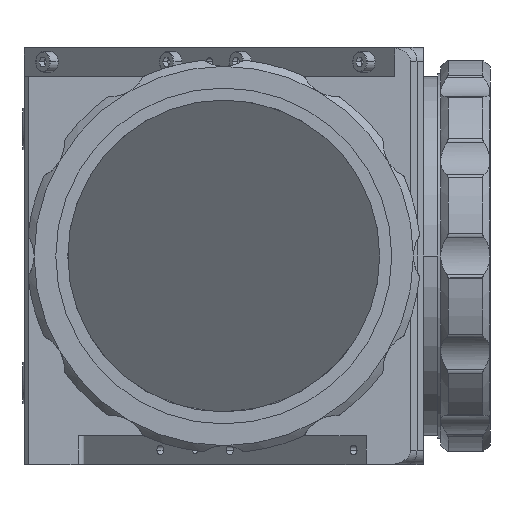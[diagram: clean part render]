
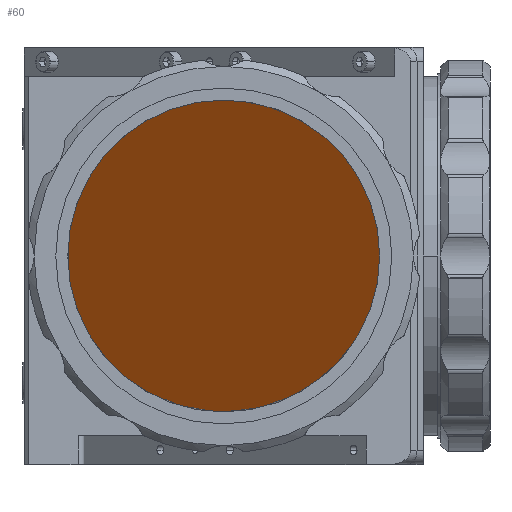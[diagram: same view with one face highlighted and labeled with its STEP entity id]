
A CAD part, front view. The second image highlights one B-rep face of the part: STEP entity #60.
In plain terms, the highlighted planar face has unit normal (-0.707, -0.707, 0).
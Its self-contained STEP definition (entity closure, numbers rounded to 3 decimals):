
#60 = ADVANCED_FACE ( 'NONE', ( #11115 ), #4878, .F. ) ;
#261 = AXIS2_PLACEMENT_3D ( 'NONE', #20503, #18950, #3019 ) ;
#385 = VERTEX_POINT ( 'NONE', #10772 ) ;
#604 = ORIENTED_EDGE ( 'NONE', *, *, #16547, .T. ) ;
#605 = VERTEX_POINT ( 'NONE', #14096 ) ;
#1048 = CARTESIAN_POINT ( 'NONE',  ( 56.957, -56.957, -59.85 ) ) ;
#2154 = LINE ( 'NONE', #5070, #2976 ) ;
#2652 = DIRECTION ( 'NONE',  ( 0.707, -0.707, 0. ) ) ;
#2724 = CARTESIAN_POINT ( 'NONE',  ( -56.957, 56.957, -59.85 ) ) ;
#2976 = VECTOR ( 'NONE', #5458, 1000. ) ;
#3019 = DIRECTION ( 'NONE',  ( 0., 0., -1. ) ) ;
#3346 = VERTEX_POINT ( 'NONE', #2724 ) ;
#3356 = EDGE_CURVE ( 'NONE', #605, #13853, #12200, .T. ) ;
#4878 = PLANE ( 'NONE',  #261 ) ;
#5070 = CARTESIAN_POINT ( 'NONE',  ( 56.957, -56.957, 59.85 ) ) ;
#5458 = DIRECTION ( 'NONE',  ( -0.707, 0.707, 0. ) ) ;
#5657 = VECTOR ( 'NONE', #20099, 1000. ) ;
#5907 = EDGE_CURVE ( 'NONE', #385, #3346, #10583, .T. ) ;
#6591 = ORIENTED_EDGE ( 'NONE', *, *, #3356, .T. ) ;
#6904 = ORIENTED_EDGE ( 'NONE', *, *, #5907, .T. ) ;
#7611 = ORIENTED_EDGE ( 'NONE', *, *, #20014, .T. ) ;
#9107 = DIRECTION ( 'NONE',  ( 0., 0., -1. ) ) ;
#10246 = CARTESIAN_POINT ( 'NONE',  ( 56.957, -56.957, -59.85 ) ) ;
#10516 = VECTOR ( 'NONE', #9107, 1000. ) ;
#10583 = LINE ( 'NONE', #10682, #10516 ) ;
#10682 = CARTESIAN_POINT ( 'NONE',  ( -56.957, 56.957, -59.85 ) ) ;
#10772 = CARTESIAN_POINT ( 'NONE',  ( -56.957, 56.957, 59.85 ) ) ;
#11084 = EDGE_LOOP ( 'NONE', ( #7611, #6904, #604, #6591 ) ) ;
#11115 = FACE_OUTER_BOUND ( 'NONE', #11084, .T. ) ;
#12200 = LINE ( 'NONE', #1048, #5657 ) ;
#13543 = VECTOR ( 'NONE', #2652, 1000. ) ;
#13853 = VERTEX_POINT ( 'NONE', #17027 ) ;
#14096 = CARTESIAN_POINT ( 'NONE',  ( 56.957, -56.957, -59.85 ) ) ;
#15355 = LINE ( 'NONE', #10246, #13543 ) ;
#16547 = EDGE_CURVE ( 'NONE', #3346, #605, #15355, .T. ) ;
#17027 = CARTESIAN_POINT ( 'NONE',  ( 56.957, -56.957, 59.85 ) ) ;
#18950 = DIRECTION ( 'NONE',  ( 0.707, 0.707, 0. ) ) ;
#20014 = EDGE_CURVE ( 'NONE', #13853, #385, #2154, .T. ) ;
#20099 = DIRECTION ( 'NONE',  ( 0., 0., 1. ) ) ;
#20503 = CARTESIAN_POINT ( 'NONE',  ( 0., 0., 0. ) ) ;
